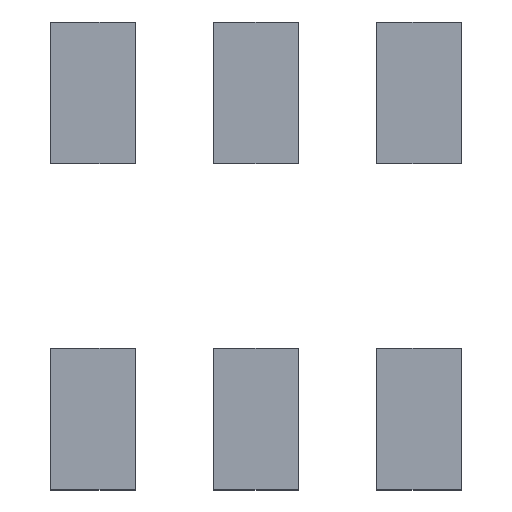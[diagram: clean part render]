
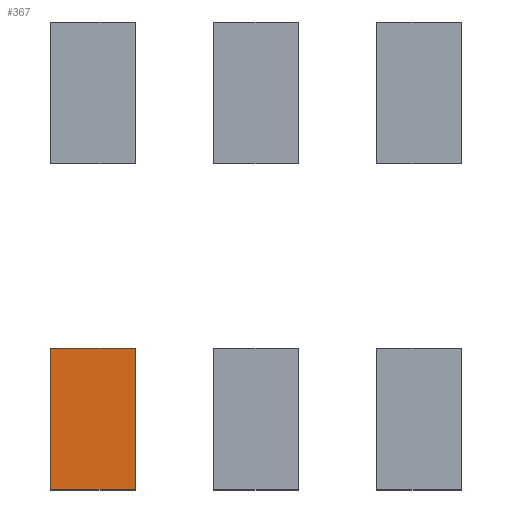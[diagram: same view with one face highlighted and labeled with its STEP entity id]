
A CAD part, top view. The second image highlights one B-rep face of the part: STEP entity #367.
In plain terms, the highlighted planar face has unit normal (0, 0, 1).
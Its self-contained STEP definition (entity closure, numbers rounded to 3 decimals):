
#39 = VERTEX_POINT ( 'NONE', #167 ) ;
#46 = VERTEX_POINT ( 'NONE', #88 ) ;
#48 = DIRECTION ( 'NONE',  ( 0., 0., 1. ) ) ;
#56 = VECTOR ( 'NONE', #848, 1000. ) ;
#66 = LINE ( 'NONE', #997, #56 ) ;
#88 = CARTESIAN_POINT ( 'NONE',  ( -3.2, -3.645, 0.1 ) ) ;
#103 = EDGE_CURVE ( 'NONE', #39, #755, #66, .T. ) ;
#107 = VERTEX_POINT ( 'NONE', #149 ) ;
#113 = FACE_OUTER_BOUND ( 'NONE', #643, .T. ) ;
#141 = LINE ( 'NONE', #544, #851 ) ;
#149 = CARTESIAN_POINT ( 'NONE',  ( -1.88, -3.645, 0.1 ) ) ;
#167 = CARTESIAN_POINT ( 'NONE',  ( -3.2, -1.435, 0.1 ) ) ;
#176 = ORIENTED_EDGE ( 'NONE', *, *, #103, .F. ) ;
#216 = CARTESIAN_POINT ( 'NONE',  ( -1.88, -1.435, 0.1 ) ) ;
#258 = PLANE ( 'NONE',  #1004 ) ;
#292 = DIRECTION ( 'NONE',  ( 0., 1., 0. ) ) ;
#355 = ORIENTED_EDGE ( 'NONE', *, *, #563, .F. ) ;
#367 = ADVANCED_FACE ( 'NONE', ( #113 ), #258, .T. ) ;
#447 = DIRECTION ( 'NONE',  ( 1., 0., 0. ) ) ;
#514 = ORIENTED_EDGE ( 'NONE', *, *, #841, .T. ) ;
#520 = DIRECTION ( 'NONE',  ( 0., 1., 0. ) ) ;
#544 = CARTESIAN_POINT ( 'NONE',  ( -3.2, -3.645, 0.1 ) ) ;
#563 = EDGE_CURVE ( 'NONE', #46, #39, #846, .T. ) ;
#643 = EDGE_LOOP ( 'NONE', ( #355, #655, #514, #176 ) ) ;
#655 = ORIENTED_EDGE ( 'NONE', *, *, #719, .T. ) ;
#674 = DIRECTION ( 'NONE',  ( 1., 0., 0. ) ) ;
#686 = CARTESIAN_POINT ( 'NONE',  ( -1.88, -3.645, 0.1 ) ) ;
#715 = VECTOR ( 'NONE', #292, 1000. ) ;
#719 = EDGE_CURVE ( 'NONE', #46, #107, #141, .T. ) ;
#735 = CARTESIAN_POINT ( 'NONE',  ( -3.2, -3.645, 0.1 ) ) ;
#755 = VERTEX_POINT ( 'NONE', #216 ) ;
#825 = LINE ( 'NONE', #686, #895 ) ;
#841 = EDGE_CURVE ( 'NONE', #107, #755, #825, .T. ) ;
#846 = LINE ( 'NONE', #1008, #715 ) ;
#848 = DIRECTION ( 'NONE',  ( 1., 0., 0. ) ) ;
#851 = VECTOR ( 'NONE', #447, 1000. ) ;
#895 = VECTOR ( 'NONE', #520, 1000. ) ;
#997 = CARTESIAN_POINT ( 'NONE',  ( -3.2, -1.435, 0.1 ) ) ;
#1004 = AXIS2_PLACEMENT_3D ( 'NONE', #735, #48, #674 ) ;
#1008 = CARTESIAN_POINT ( 'NONE',  ( -3.2, -3.645, 0.1 ) ) ;
